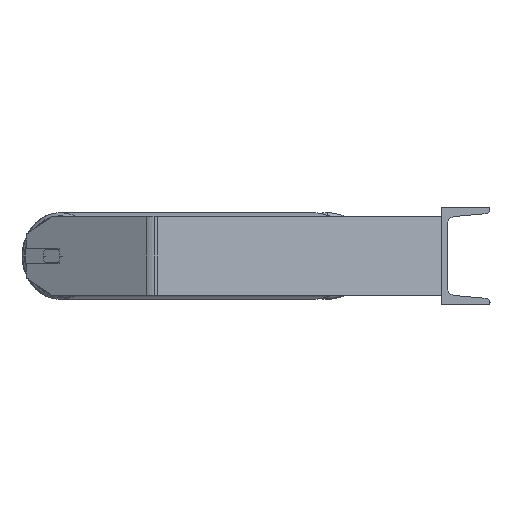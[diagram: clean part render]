
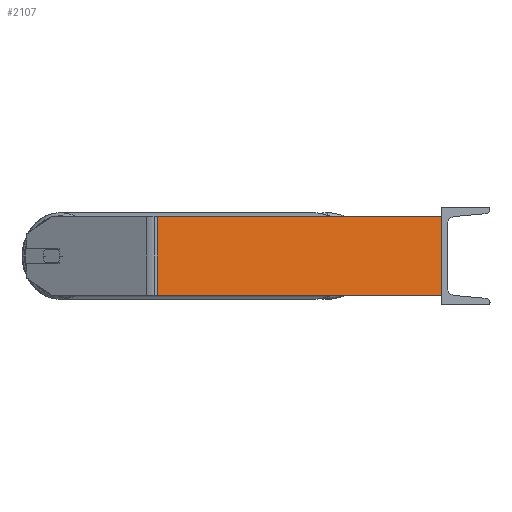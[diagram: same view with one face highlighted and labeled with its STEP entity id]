
A CAD part, left-side view. The second image highlights one B-rep face of the part: STEP entity #2107.
In plain terms, the highlighted planar face has unit normal (-0.985, -0.174, 0).
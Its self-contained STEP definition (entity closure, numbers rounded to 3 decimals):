
#321 = DIRECTION ( 'NONE',  ( 0., 0., -1. ) ) ;
#355 = VERTEX_POINT ( 'NONE', #1630 ) ;
#374 = LINE ( 'NONE', #1771, #3920 ) ;
#722 = LINE ( 'NONE', #2952, #3958 ) ;
#1082 = EDGE_CURVE ( 'NONE', #355, #5098, #9033, .T. ) ;
#1412 = DIRECTION ( 'NONE',  ( 0., 0., -1. ) ) ;
#1528 = DIRECTION ( 'NONE',  ( 0.985, 0.174, 0. ) ) ;
#1630 = CARTESIAN_POINT ( 'NONE',  ( -836.394, 291.471, 40. ) ) ;
#1716 = ORIENTED_EDGE ( 'NONE', *, *, #4947, .T. ) ;
#1771 = CARTESIAN_POINT ( 'NONE',  ( -785., 0., 40. ) ) ;
#2001 = CARTESIAN_POINT ( 'NONE',  ( -837.405, 297.206, -40. ) ) ;
#2027 = CARTESIAN_POINT ( 'NONE',  ( -785., 0., 40. ) ) ;
#2107 = ADVANCED_FACE ( 'NONE', ( #2385 ), #5169, .F. ) ;
#2385 = FACE_OUTER_BOUND ( 'NONE', #8277, .T. ) ;
#2746 = CARTESIAN_POINT ( 'NONE',  ( -836.394, 291.471, -40. ) ) ;
#2952 = CARTESIAN_POINT ( 'NONE',  ( -836.394, 291.471, 40. ) ) ;
#2984 = EDGE_CURVE ( 'NONE', #4542, #9140, #3288, .T. ) ;
#3276 = AXIS2_PLACEMENT_3D ( 'NONE', #3763, #1528, #5861 ) ;
#3288 = LINE ( 'NONE', #2001, #6709 ) ;
#3763 = CARTESIAN_POINT ( 'NONE',  ( -837.405, 297.206, 40. ) ) ;
#3920 = VECTOR ( 'NONE', #321, 1000. ) ;
#3958 = VECTOR ( 'NONE', #1412, 1000. ) ;
#4217 = ORIENTED_EDGE ( 'NONE', *, *, #1082, .F. ) ;
#4478 = ORIENTED_EDGE ( 'NONE', *, *, #2984, .T. ) ;
#4542 = VERTEX_POINT ( 'NONE', #2746 ) ;
#4834 = DIRECTION ( 'NONE',  ( 0.174, -0.985, 0. ) ) ;
#4947 = EDGE_CURVE ( 'NONE', #355, #4542, #722, .T. ) ;
#5098 = VERTEX_POINT ( 'NONE', #2027 ) ;
#5169 = PLANE ( 'NONE',  #3276 ) ;
#5861 = DIRECTION ( 'NONE',  ( -0.174, 0.985, 0. ) ) ;
#6116 = ORIENTED_EDGE ( 'NONE', *, *, #8694, .F. ) ;
#6307 = VECTOR ( 'NONE', #6381, 1000. ) ;
#6381 = DIRECTION ( 'NONE',  ( 0.174, -0.985, 0. ) ) ;
#6558 = CARTESIAN_POINT ( 'NONE',  ( -785., 0., -40. ) ) ;
#6709 = VECTOR ( 'NONE', #4834, 1000. ) ;
#8277 = EDGE_LOOP ( 'NONE', ( #4478, #6116, #4217, #1716 ) ) ;
#8382 = CARTESIAN_POINT ( 'NONE',  ( -837.405, 297.206, 40. ) ) ;
#8694 = EDGE_CURVE ( 'NONE', #5098, #9140, #374, .T. ) ;
#9033 = LINE ( 'NONE', #8382, #6307 ) ;
#9140 = VERTEX_POINT ( 'NONE', #6558 ) ;
